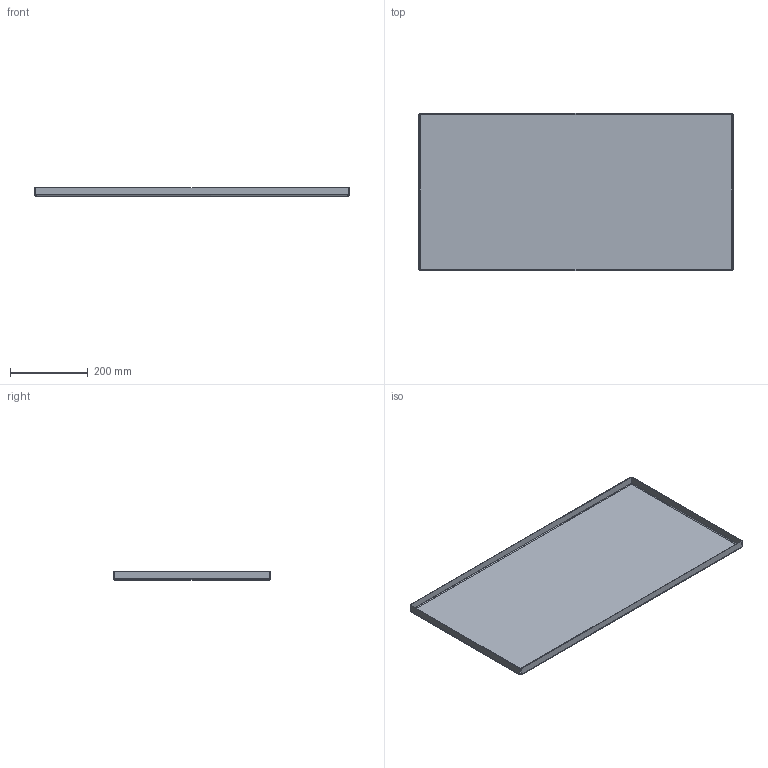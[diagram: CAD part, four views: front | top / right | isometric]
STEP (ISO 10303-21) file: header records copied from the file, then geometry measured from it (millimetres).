
FILE_DESCRIPTION (( 'STEP AP214' ), '1' );
FILE_NAME ('BANDEJA VARIADORES CPM-200-2021.STEP', '2021-02-22T20:47:00', ( '' ), ( '' ), 'SwSTEP 2.0', 'SolidWorks 2013', '' );
FILE_SCHEMA (( 'AUTOMOTIVE_DESIGN' ));
Length unit declared in the file: millimetre
Products named in the file (1): BANDEJA VARIADORES CPM-200-2021
Bounding box: 805.4 x 403 x 21.5 mm (x, y, z)
Volume: 554538.2 mm3; surface area: 743253.3 mm2
Topology: 1 solids, 1 shells, 38 faces, 76 edges, 40 vertices
Faces by surface type: plane 22, bspline 8, cylinder 8
Entity records: 1470 total; most frequent: CARTESIAN_POINT 723, ORIENTED_EDGE 152, DIRECTION 122, EDGE_CURVE 76, VECTOR 60, LINE 60, VERTEX_POINT 40, EDGE_LOOP 38
